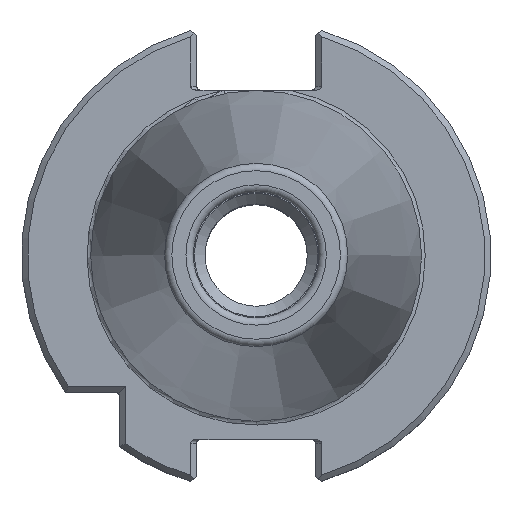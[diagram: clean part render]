
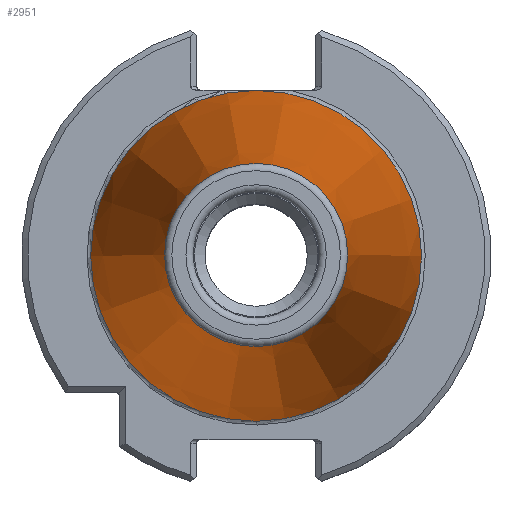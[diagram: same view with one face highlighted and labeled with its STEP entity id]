
A CAD part, top view. The second image highlights one B-rep face of the part: STEP entity #2951.
In plain terms, the highlighted conical face has half-angle 8.297 degrees and reference radius 22.395 mm.
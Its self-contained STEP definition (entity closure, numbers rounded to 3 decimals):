
#62=CONICAL_SURFACE('',#3168,22.395,0.145);
#928=ORIENTED_EDGE('',*,*,#1242,.F.);
#929=ORIENTED_EDGE('',*,*,#1147,.T.);
#1147=EDGE_CURVE('',#1397,#1397,#1507,.T.);
#1242=EDGE_CURVE('',#1448,#1448,#1537,.T.);
#1397=VERTEX_POINT('',#4325);
#1448=VERTEX_POINT('',#4589);
#1507=CIRCLE('',#3066,22.395);
#1537=CIRCLE('',#3169,12.397);
#1679=EDGE_LOOP('',(#928));
#1680=EDGE_LOOP('',(#929));
#1856=FACE_BOUND('',#1679,.T.);
#1857=FACE_BOUND('',#1680,.T.);
#2951=ADVANCED_FACE('',(#1856,#1857),#62,.T.);
#3066=AXIS2_PLACEMENT_3D('',#4324,#3458,#3459);
#3168=AXIS2_PLACEMENT_3D('',#4587,#3695,#3696);
#3169=AXIS2_PLACEMENT_3D('',#4588,#3697,#3698);
#3458=DIRECTION('',(0.,0.,1.));
#3459=DIRECTION('',(1.,0.,0.));
#3695=DIRECTION('',(0.,0.,-1.));
#3696=DIRECTION('',(-1.,0.,0.));
#3697=DIRECTION('',(0.,0.,1.));
#3698=DIRECTION('',(1.,0.,0.));
#4324=CARTESIAN_POINT('',(0.,0.,-1.163));
#4325=CARTESIAN_POINT('',(22.395,0.,-1.163));
#4587=CARTESIAN_POINT('',(0.,0.,-1.163));
#4588=CARTESIAN_POINT('',(0.,0.,67.394));
#4589=CARTESIAN_POINT('',(12.397,0.,67.394));
